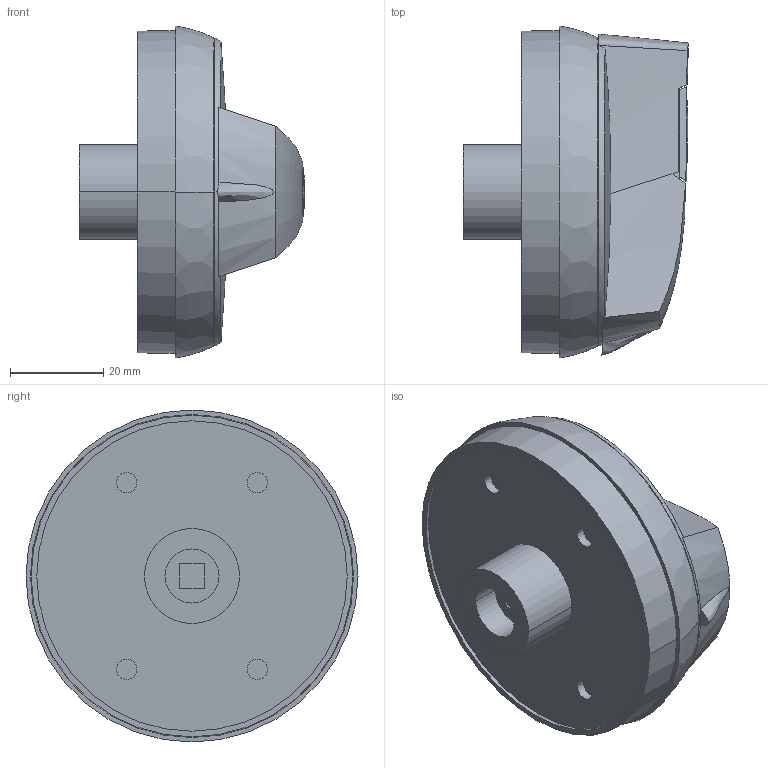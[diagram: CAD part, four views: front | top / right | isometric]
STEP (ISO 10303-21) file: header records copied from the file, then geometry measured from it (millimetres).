
FILE_DESCRIPTION (( 'STEP AP214' ), '1' );
FILE_NAME ('147D1111.step', '2016-05-09T12:15:40', ( '' ), ( '' ), 'SwSTEP 2.0', 'SolidWorks 2015', '' );
FILE_SCHEMA (( 'AUTOMOTIVE_DESIGN' ));
Length unit declared in the file: inch
Products named in the file (1): 147D1111
Bounding box: 48.23 x 71.11 x 71.11 mm (x, y, z)
Volume: 88811.8 mm3; surface area: 16041.8 mm2
Topology: 1 solids, 1 shells, 76 faces, 186 edges, 123 vertices
Faces by surface type: plane 29, bspline 27, cylinder 14, cone 4, torus 2
Entity records: 13430 total; most frequent: CARTESIAN_POINT 11643, ORIENTED_EDGE 372, DIRECTION 233, EDGE_CURVE 186, VERTEX_POINT 123, B_SPLINE_CURVE_WITH_KNOTS 96, AXIS2_PLACEMENT_3D 93, EDGE_LOOP 87
